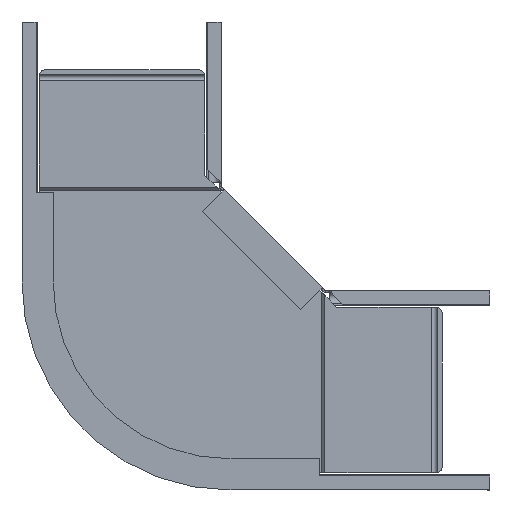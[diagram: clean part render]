
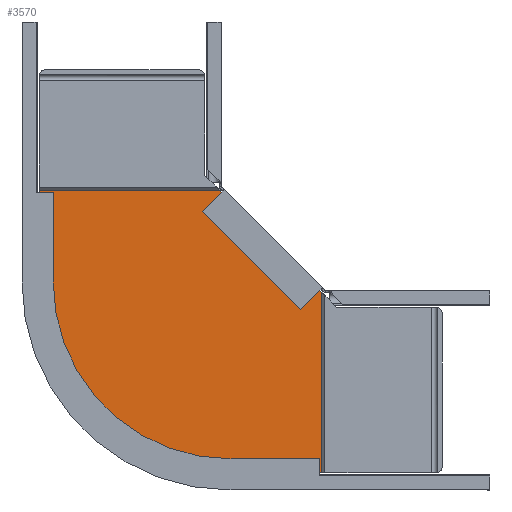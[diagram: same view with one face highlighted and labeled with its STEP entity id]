
A CAD part, front view. The second image highlights one B-rep face of the part: STEP entity #3570.
In plain terms, the highlighted planar face has unit normal (0, -1, 0).
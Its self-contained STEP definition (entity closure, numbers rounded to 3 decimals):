
#28 = CARTESIAN_POINT ( 'NONE',  ( -111.412, -0.75, 23.412 ) ) ;
#123 = VERTEX_POINT ( 'NONE', #512 ) ;
#233 = VERTEX_POINT ( 'NONE', #569 ) ;
#292 = EDGE_CURVE ( 'NONE', #1504, #4455, #5251, .T. ) ;
#308 = CARTESIAN_POINT ( 'NONE',  ( -19.662, -0.75, -117.912 ) ) ;
#391 = PLANE ( 'NONE',  #2248 ) ;
#431 = EDGE_LOOP ( 'NONE', ( #912, #4085, #4122, #1760, #2906, #1059, #2433, #873, #2528, #1353, #5272, #1339, #3233, #4399 ) ) ;
#471 = VECTOR ( 'NONE', #4051, 1000. ) ;
#512 = CARTESIAN_POINT ( 'NONE',  ( -111.412, -0.75, 24.071 ) ) ;
#545 = CARTESIAN_POINT ( 'NONE',  ( 23.412, -0.75, -117.912 ) ) ;
#569 = CARTESIAN_POINT ( 'NONE',  ( 24.485, -0.75, -111.412 ) ) ;
#581 = CARTESIAN_POINT ( 'NONE',  ( 24.071, -0.75, -111.412 ) ) ;
#662 = B_SPLINE_CURVE_WITH_KNOTS ( 'NONE', 3,
 ( #4246, #3714, #1697, #4681 ),
 .UNSPECIFIED., .F., .F.,
 ( 4, 4 ),
 ( 0.005, 0.006 ),
 .UNSPECIFIED. ) ;
#669 = CARTESIAN_POINT ( 'NONE',  ( 24.071, -0.75, -111.412 ) ) ;
#791 = EDGE_CURVE ( 'NONE', #2524, #233, #4478, .T. ) ;
#873 = ORIENTED_EDGE ( 'NONE', *, *, #3103, .F. ) ;
#888 = EDGE_CURVE ( 'NONE', #4690, #4554, #2276, .T. ) ;
#912 = ORIENTED_EDGE ( 'NONE', *, *, #4284, .F. ) ;
#979 = DIRECTION ( 'NONE',  ( 0., 0., -1. ) ) ;
#1059 = ORIENTED_EDGE ( 'NONE', *, *, #292, .T. ) ;
#1074 = CARTESIAN_POINT ( 'NONE',  ( -19.662, -0.75, 24.485 ) ) ;
#1079 = LINE ( 'NONE', #3628, #4816 ) ;
#1118 = CARTESIAN_POINT ( 'NONE',  ( -24.24, -0.75, 24.205 ) ) ;
#1164 = LINE ( 'NONE', #1074, #3280 ) ;
#1177 = DIRECTION ( 'NONE',  ( 1., 0., 0. ) ) ;
#1202 = CARTESIAN_POINT ( 'NONE',  ( 23.412, -0.75, -111.412 ) ) ;
#1297 = VECTOR ( 'NONE', #2718, 1000. ) ;
#1339 = ORIENTED_EDGE ( 'NONE', *, *, #791, .T. ) ;
#1353 = ORIENTED_EDGE ( 'NONE', *, *, #3386, .F. ) ;
#1454 = DIRECTION ( 'NONE',  ( -1., 0., 0. ) ) ;
#1455 = CARTESIAN_POINT ( 'NONE',  ( -111.412, -0.75, 24.485 ) ) ;
#1486 = CARTESIAN_POINT ( 'NONE',  ( -24.071, -0.75, 24.071 ) ) ;
#1504 = VERTEX_POINT ( 'NONE', #28 ) ;
#1568 = LINE ( 'NONE', #3258, #2265 ) ;
#1599 = EDGE_CURVE ( 'NONE', #3036, #4554, #1164, .T. ) ;
#1603 = DIRECTION ( 'NONE',  ( 0., 0., -1. ) ) ;
#1620 = CARTESIAN_POINT ( 'NONE',  ( -24.569, -0.75, 24.485 ) ) ;
#1685 = FACE_OUTER_BOUND ( 'NONE', #431, .T. ) ;
#1695 = CARTESIAN_POINT ( 'NONE',  ( -111.412, -0.75, 75.912 ) ) ;
#1697 = CARTESIAN_POINT ( 'NONE',  ( 24.339, -0.75, -24.41 ) ) ;
#1760 = ORIENTED_EDGE ( 'NONE', *, *, #5253, .F. ) ;
#1840 = CARTESIAN_POINT ( 'NONE',  ( -117.912, -0.75, -19.662 ) ) ;
#1954 = DIRECTION ( 'NONE',  ( 1., 0., 0. ) ) ;
#1983 = VERTEX_POINT ( 'NONE', #1202 ) ;
#2149 = CARTESIAN_POINT ( 'NONE',  ( 24.071, -0.75, -24.071 ) ) ;
#2200 = CARTESIAN_POINT ( 'NONE',  ( -24.569, -0.75, 24.485 ) ) ;
#2210 = VECTOR ( 'NONE', #1454, 1000. ) ;
#2248 = AXIS2_PLACEMENT_3D ( 'NONE', #2884, #4574, #1603 ) ;
#2265 = VECTOR ( 'NONE', #5018, 1000. ) ;
#2276 = B_SPLINE_CURVE_WITH_KNOTS ( 'NONE', 3,
 ( #4943, #1118, #2817, #1620 ),
 .UNSPECIFIED., .F., .F.,
 ( 4, 4 ),
 ( 0.005, 0.006 ),
 .UNSPECIFIED. ) ;
#2287 = EDGE_CURVE ( 'NONE', #2565, #4455, #3251, .T. ) ;
#2326 = DIRECTION ( 'NONE',  ( 0., 0., -1. ) ) ;
#2433 = ORIENTED_EDGE ( 'NONE', *, *, #2287, .F. ) ;
#2451 = LINE ( 'NONE', #1695, #5094 ) ;
#2524 = VERTEX_POINT ( 'NONE', #581 ) ;
#2528 = ORIENTED_EDGE ( 'NONE', *, *, #5392, .T. ) ;
#2565 = VERTEX_POINT ( 'NONE', #1840 ) ;
#2569 = DIRECTION ( 'NONE',  ( 0., 0., 1. ) ) ;
#2605 = CARTESIAN_POINT ( 'NONE',  ( 24.485, -0.75, -19.662 ) ) ;
#2626 = VECTOR ( 'NONE', #979, 1000. ) ;
#2673 = VECTOR ( 'NONE', #4142, 1000. ) ;
#2710 = DIRECTION ( 'NONE',  ( 0., 1., 0. ) ) ;
#2715 = CARTESIAN_POINT ( 'NONE',  ( 23.412, -0.75, -117.912 ) ) ;
#2718 = DIRECTION ( 'NONE',  ( 0., 0., -1. ) ) ;
#2817 = CARTESIAN_POINT ( 'NONE',  ( -24.41, -0.75, 24.339 ) ) ;
#2825 = CARTESIAN_POINT ( 'NONE',  ( 24.485, -0.75, -24.569 ) ) ;
#2884 = CARTESIAN_POINT ( 'NONE',  ( -19.662, -0.75, -19.662 ) ) ;
#2906 = ORIENTED_EDGE ( 'NONE', *, *, #3275, .T. ) ;
#2928 = EDGE_CURVE ( 'NONE', #3507, #233, #3989, .T. ) ;
#2976 = AXIS2_PLACEMENT_3D ( 'NONE', #4428, #2710, #2326 ) ;
#3036 = VERTEX_POINT ( 'NONE', #1455 ) ;
#3070 = LINE ( 'NONE', #545, #2626 ) ;
#3103 = EDGE_CURVE ( 'NONE', #3602, #2565, #4579, .T. ) ;
#3225 = CARTESIAN_POINT ( 'NONE',  ( -19.662, -0.75, -117.912 ) ) ;
#3233 = ORIENTED_EDGE ( 'NONE', *, *, #2928, .F. ) ;
#3251 = LINE ( 'NONE', #4969, #2673 ) ;
#3258 = CARTESIAN_POINT ( 'NONE',  ( 75.912, -0.75, -111.412 ) ) ;
#3275 = EDGE_CURVE ( 'NONE', #123, #1504, #2451, .T. ) ;
#3280 = VECTOR ( 'NONE', #1954, 1000. ) ;
#3386 = EDGE_CURVE ( 'NONE', #1983, #4972, #3070, .T. ) ;
#3436 = VECTOR ( 'NONE', #1177, 1000. ) ;
#3467 = CARTESIAN_POINT ( 'NONE',  ( -111.412, -0.75, -19.662 ) ) ;
#3482 = VECTOR ( 'NONE', #2569, 1000. ) ;
#3507 = VERTEX_POINT ( 'NONE', #2825 ) ;
#3570 = ADVANCED_FACE ( 'NONE', ( #1685 ), #391, .T. ) ;
#3602 = VERTEX_POINT ( 'NONE', #308 ) ;
#3628 = CARTESIAN_POINT ( 'NONE',  ( -12.021, -0.75, 12.021 ) ) ;
#3713 = DIRECTION ( 'NONE',  ( 0., 0., -1. ) ) ;
#3714 = CARTESIAN_POINT ( 'NONE',  ( 24.205, -0.75, -24.241 ) ) ;
#3944 = LINE ( 'NONE', #3225, #471 ) ;
#3989 = LINE ( 'NONE', #2605, #1297 ) ;
#4051 = DIRECTION ( 'NONE',  ( 1., 0., 0. ) ) ;
#4085 = ORIENTED_EDGE ( 'NONE', *, *, #888, .T. ) ;
#4107 = EDGE_CURVE ( 'NONE', #2524, #1983, #1568, .T. ) ;
#4122 = ORIENTED_EDGE ( 'NONE', *, *, #1599, .F. ) ;
#4142 = DIRECTION ( 'NONE',  ( 0., 0., 1. ) ) ;
#4246 = CARTESIAN_POINT ( 'NONE',  ( 24.071, -0.75, -24.071 ) ) ;
#4284 = EDGE_CURVE ( 'NONE', #4690, #4361, #1079, .T. ) ;
#4361 = VERTEX_POINT ( 'NONE', #2149 ) ;
#4379 = CARTESIAN_POINT ( 'NONE',  ( -117.912, -0.75, 23.412 ) ) ;
#4399 = ORIENTED_EDGE ( 'NONE', *, *, #4426, .F. ) ;
#4426 = EDGE_CURVE ( 'NONE', #4361, #3507, #662, .T. ) ;
#4428 = CARTESIAN_POINT ( 'NONE',  ( -19.662, -0.75, -19.662 ) ) ;
#4455 = VERTEX_POINT ( 'NONE', #5515 ) ;
#4478 = LINE ( 'NONE', #669, #3436 ) ;
#4554 = VERTEX_POINT ( 'NONE', #2200 ) ;
#4574 = DIRECTION ( 'NONE',  ( 0., -1., 0. ) ) ;
#4579 = CIRCLE ( 'NONE', #2976, 98.25 ) ;
#4681 = CARTESIAN_POINT ( 'NONE',  ( 24.485, -0.75, -24.569 ) ) ;
#4690 = VERTEX_POINT ( 'NONE', #1486 ) ;
#4694 = LINE ( 'NONE', #3467, #3482 ) ;
#4816 = VECTOR ( 'NONE', #5324, 1000. ) ;
#4943 = CARTESIAN_POINT ( 'NONE',  ( -24.071, -0.75, 24.071 ) ) ;
#4969 = CARTESIAN_POINT ( 'NONE',  ( -117.912, -0.75, -19.662 ) ) ;
#4972 = VERTEX_POINT ( 'NONE', #2715 ) ;
#5018 = DIRECTION ( 'NONE',  ( -1., 0., 0. ) ) ;
#5094 = VECTOR ( 'NONE', #3713, 1000. ) ;
#5251 = LINE ( 'NONE', #4379, #2210 ) ;
#5253 = EDGE_CURVE ( 'NONE', #123, #3036, #4694, .T. ) ;
#5272 = ORIENTED_EDGE ( 'NONE', *, *, #4107, .F. ) ;
#5324 = DIRECTION ( 'NONE',  ( 0.707, 0., -0.707 ) ) ;
#5392 = EDGE_CURVE ( 'NONE', #3602, #4972, #3944, .T. ) ;
#5515 = CARTESIAN_POINT ( 'NONE',  ( -117.912, -0.75, 23.412 ) ) ;
